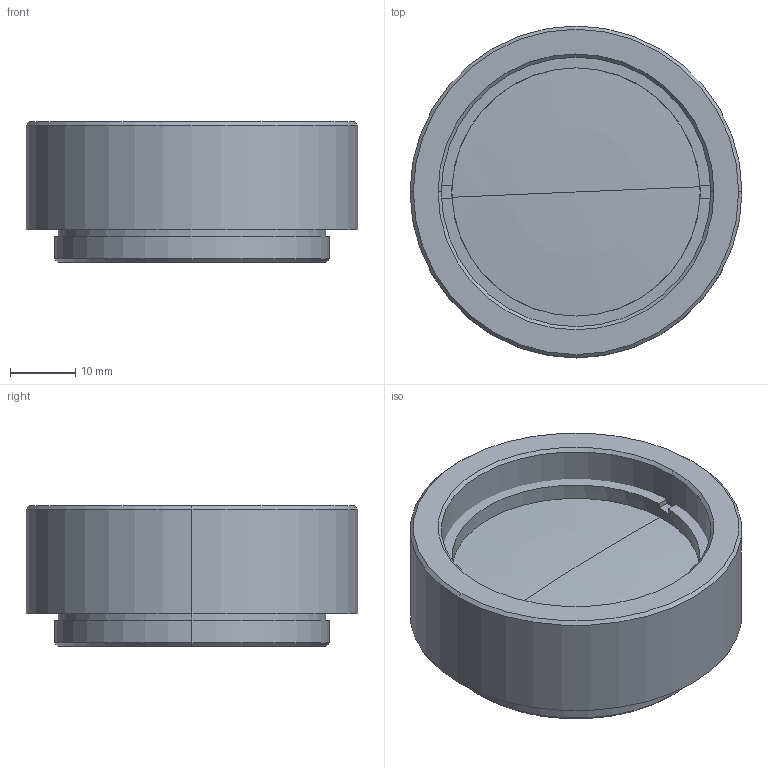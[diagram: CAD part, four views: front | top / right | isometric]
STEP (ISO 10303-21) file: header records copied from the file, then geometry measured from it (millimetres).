
FILE_DESCRIPTION (( 'STEP AP214' ), '1' );
FILE_NAME ('APD-ML40-750-VIS-B.STEP', '2024-09-14T05:07:00', ( 'Windows User' ), ( 'P R C' ), 'SwSTEP 2.0', 'SolidWorks 2022', '' );
FILE_SCHEMA (( 'AUTOMOTIVE_DESIGN' ));
Length unit declared in the file: millimetre
Products named in the file (4): GL31-040-750-VIS_Solidworks; M42x0.75假蚾遠PN35011-LM400-D1; M42x0.75ѹȦ; APD-ML40-750-VIS-B
Assembly tree (3 placements, depth 2):
  APD-ML40-750-VIS-B
    M42x0.75假蚾遠PN35011-LM400-D1
    GL31-040-750-VIS_Solidworks
    M42x0.75ѹȦ
Bounding box: 50.8 x 50.8 x 21.5 mm (x, y, z)
Volume: 23341.1 mm3; surface area: 14942.8 mm2
Topology: 4 solids, 4 shells, 58 faces, 130 edges, 76 vertices
Faces by surface type: cylinder 22, plane 16, cone 14, sphere 6
Entity records: 1709 total; most frequent: DIRECTION 314, CARTESIAN_POINT 256, ORIENTED_EDGE 238, AXIS2_PLACEMENT_3D 131, EDGE_CURVE 119, VERTEX_POINT 73, CIRCLE 67, EDGE_LOOP 66
